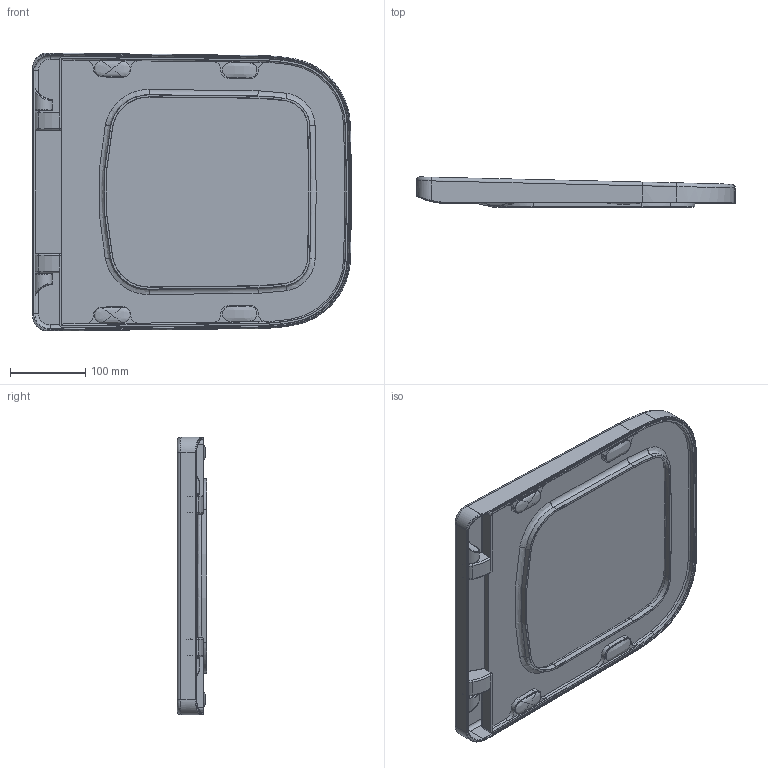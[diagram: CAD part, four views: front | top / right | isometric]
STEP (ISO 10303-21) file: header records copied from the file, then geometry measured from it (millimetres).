
FILE_DESCRIPTION (( 'STEP AP214' ), '1' );
FILE_NAME ('MATS01_STEP_V10719.STEP', '2021-04-09T15:40:49', ( '' ), ( '' ), 'SwSTEP 2.0', 'SolidWorks 2019', '' );
FILE_SCHEMA (( 'AUTOMOTIVE_DESIGN' ));
Length unit declared in the file: millimetre
Products named in the file (1): MATS01_STEP_V10719
Bounding box: 425 x 39.7 x 370.3 mm (x, y, z)
Volume: 954420.5 mm3; surface area: 569786.8 mm2
Topology: 6 solids, 6 shells, 333 faces, 800 edges, 470 vertices
Faces by surface type: cylinder 130, plane 70, bspline 68, torus 65
Entity records: 15002 total; most frequent: CARTESIAN_POINT 7725, ORIENTED_EDGE 1580, DIRECTION 1460, EDGE_CURVE 790, AXIS2_PLACEMENT_3D 597, VERTEX_POINT 470, EDGE_LOOP 336, FACE_OUTER_BOUND 333
